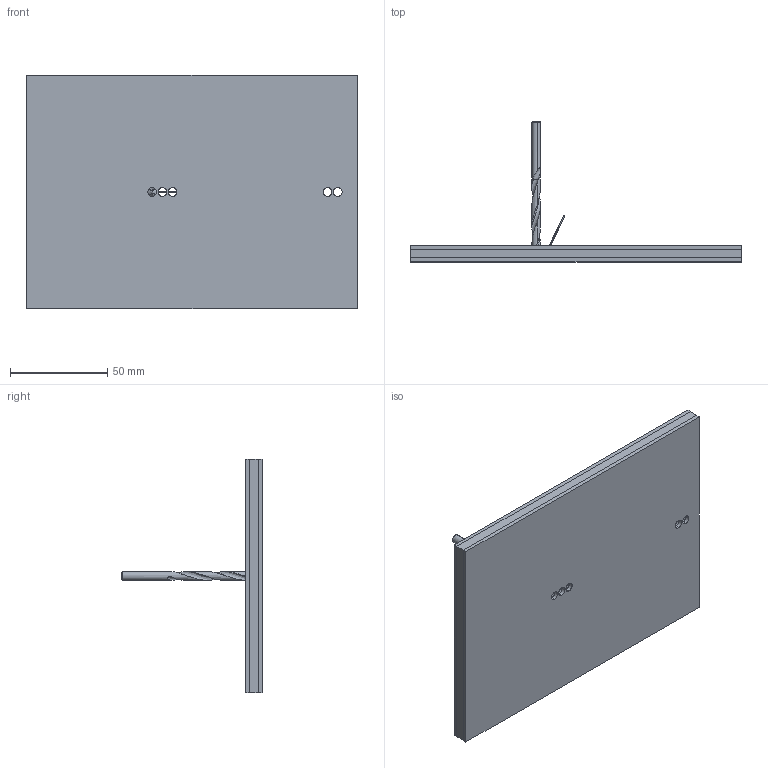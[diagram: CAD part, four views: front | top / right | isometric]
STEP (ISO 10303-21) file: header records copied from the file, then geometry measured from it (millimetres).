
FILE_DESCRIPTION (( 'STEP AP203' ), '1' );
FILE_NAME ('Assem1.STEP', '2024-11-26T09:56:46', ( '' ), ( '' ), 'SwSTEP 2.0', 'SolidWorks 2020', '' );
FILE_SCHEMA (( 'CONFIG_CONTROL_DESIGN' ));
Length unit declared in the file: millimetre
Products named in the file (4): termopar; svrdlo; sawbones; Assem1
Assembly tree (3 placements, depth 2):
  Assem1
    sawbones
    termopar
    svrdlo
Bounding box: 170 x 72.24 x 120 mm (x, y, z)
Volume: 175602.6 mm3; surface area: 128679.1 mm2
Topology: 6 solids, 6 shells, 84 faces, 216 edges, 140 vertices
Faces by surface type: cylinder 44, plane 22, bspline 10, cone 4, torus 2, sphere 2
Entity records: 5566 total; most frequent: CARTESIAN_POINT 3092, DIRECTION 428, ORIENTED_EDGE 424, EDGE_CURVE 212, AXIS2_PLACEMENT_3D 172, VERTEX_POINT 140, EDGE_LOOP 116, CIRCLE 92
